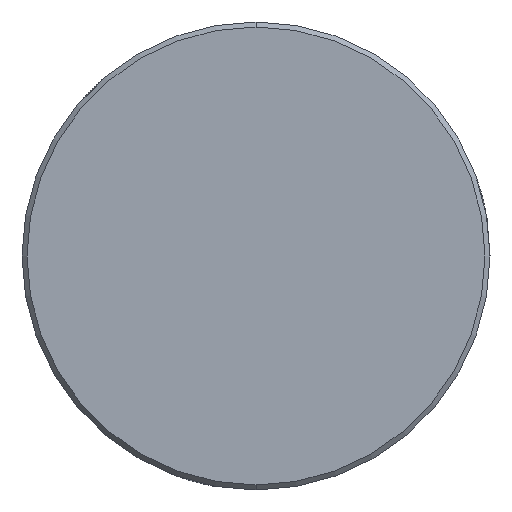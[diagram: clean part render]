
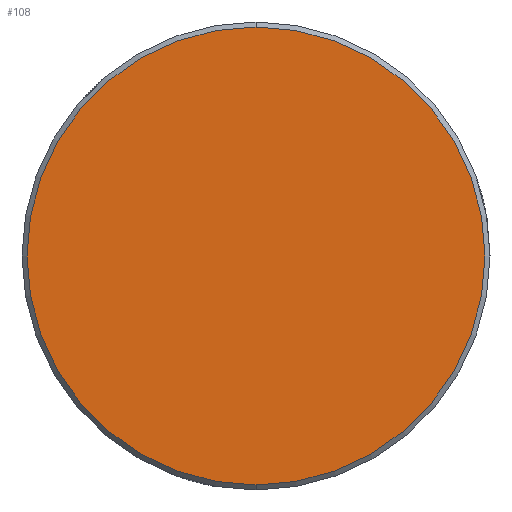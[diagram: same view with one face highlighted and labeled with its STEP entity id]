
A CAD part, left-side view. The second image highlights one B-rep face of the part: STEP entity #108.
In plain terms, the highlighted planar face has unit normal (-1, 0, 0).
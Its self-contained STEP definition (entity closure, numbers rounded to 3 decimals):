
#12 = EDGE_CURVE ( 'NONE', #533, #507, #393, .T. ) ;
#79 = EDGE_LOOP ( 'NONE', ( #1107, #452 ) ) ;
#108 = ADVANCED_FACE ( 'NONE', ( #687 ), #980, .T. ) ;
#175 = DIRECTION ( 'NONE',  ( 0., 0., -1. ) ) ;
#190 = DIRECTION ( 'NONE',  ( -1., 0., 0. ) ) ;
#341 = EDGE_CURVE ( 'NONE', #507, #533, #875, .T. ) ;
#352 = CARTESIAN_POINT ( 'NONE',  ( -191., 0., -13.7 ) ) ;
#393 = CIRCLE ( 'NONE', #781, 13.7 ) ;
#424 = DIRECTION ( 'NONE',  ( 0., 0., -1. ) ) ;
#452 = ORIENTED_EDGE ( 'NONE', *, *, #12, .T. ) ;
#507 = VERTEX_POINT ( 'NONE', #352 ) ;
#523 = AXIS2_PLACEMENT_3D ( 'NONE', #588, #768, #424 ) ;
#528 = DIRECTION ( 'NONE',  ( -1., 0., 0. ) ) ;
#533 = VERTEX_POINT ( 'NONE', #1054 ) ;
#588 = CARTESIAN_POINT ( 'NONE',  ( -191., 0., 0. ) ) ;
#623 = DIRECTION ( 'NONE',  ( 0., 0., 1. ) ) ;
#626 = CARTESIAN_POINT ( 'NONE',  ( -191., 0., 0. ) ) ;
#687 = FACE_OUTER_BOUND ( 'NONE', #79, .T. ) ;
#768 = DIRECTION ( 'NONE',  ( -1., 0., 0. ) ) ;
#781 = AXIS2_PLACEMENT_3D ( 'NONE', #626, #190, #175 ) ;
#875 = CIRCLE ( 'NONE', #523, 13.7 ) ;
#980 = PLANE ( 'NONE',  #1004 ) ;
#992 = CARTESIAN_POINT ( 'NONE',  ( -191., -13.864, -13.864 ) ) ;
#1004 = AXIS2_PLACEMENT_3D ( 'NONE', #992, #528, #623 ) ;
#1054 = CARTESIAN_POINT ( 'NONE',  ( -191., 0., 13.7 ) ) ;
#1107 = ORIENTED_EDGE ( 'NONE', *, *, #341, .T. ) ;
